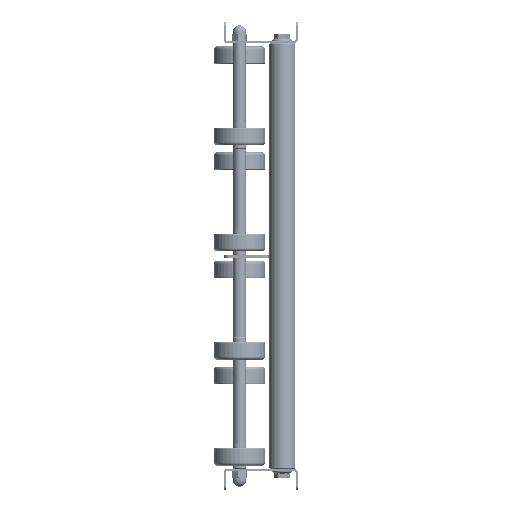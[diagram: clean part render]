
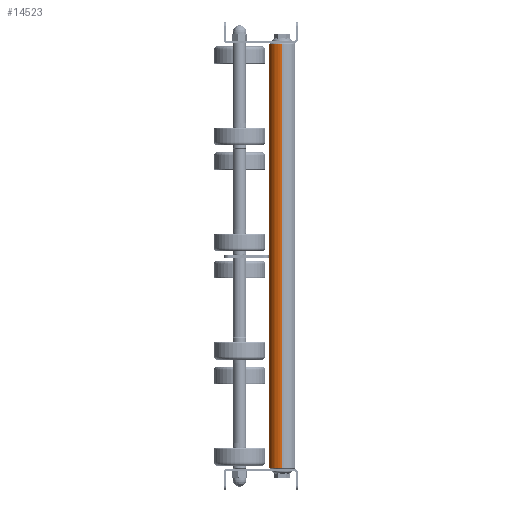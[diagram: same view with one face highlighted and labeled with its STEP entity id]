
A CAD part, left-side view. The second image highlights one B-rep face of the part: STEP entity #14523.
In plain terms, the highlighted cylindrical face has radius 12.5 mm (diameter 25 mm), a partial arc.
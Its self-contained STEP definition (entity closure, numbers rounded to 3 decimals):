
#665 = EDGE_CURVE ( 'NONE', #10496, #28546, #11477, .T. ) ;
#2212 = CARTESIAN_POINT ( 'NONE',  ( 1., 0., 0. ) ) ;
#2681 = FACE_OUTER_BOUND ( 'NONE', #6253, .T. ) ;
#3610 = EDGE_CURVE ( 'NONE', #25756, #28546, #27875, .T. ) ;
#4102 = AXIS2_PLACEMENT_3D ( 'NONE', #2212, #26577, #5137 ) ;
#4104 = CARTESIAN_POINT ( 'NONE',  ( 400., 0., 12.5 ) ) ;
#5137 = DIRECTION ( 'NONE',  ( 0., 0., -1. ) ) ;
#5367 = DIRECTION ( 'NONE',  ( -1., 0., 0. ) ) ;
#5853 = AXIS2_PLACEMENT_3D ( 'NONE', #19131, #11687, #12142 ) ;
#6253 = EDGE_LOOP ( 'NONE', ( #10888, #20777, #24203, #18800 ) ) ;
#7671 = LINE ( 'NONE', #28813, #10097 ) ;
#10097 = VECTOR ( 'NONE', #24446, 1000. ) ;
#10496 = VERTEX_POINT ( 'NONE', #29021 ) ;
#10888 = ORIENTED_EDGE ( 'NONE', *, *, #15310, .T. ) ;
#11127 = EDGE_CURVE ( 'NONE', #19676, #10496, #7671, .T. ) ;
#11477 = CIRCLE ( 'NONE', #4102, 12.5 ) ;
#11687 = DIRECTION ( 'NONE',  ( -1., 0., 0. ) ) ;
#12142 = DIRECTION ( 'NONE',  ( 0., 0., 1. ) ) ;
#12339 = DIRECTION ( 'NONE',  ( 0., 0., -1. ) ) ;
#13559 = DIRECTION ( 'NONE',  ( -1., 0., 0. ) ) ;
#14016 = CARTESIAN_POINT ( 'NONE',  ( 399., 0., 12.5 ) ) ;
#14523 = ADVANCED_FACE ( 'NONE', ( #2681 ), #16653, .T. ) ;
#15310 = EDGE_CURVE ( 'NONE', #25756, #19676, #23239, .T. ) ;
#16296 = AXIS2_PLACEMENT_3D ( 'NONE', #26347, #5367, #12339 ) ;
#16653 = CYLINDRICAL_SURFACE ( 'NONE', #5853, 12.5 ) ;
#16996 = CARTESIAN_POINT ( 'NONE',  ( 1., 0., 12.5 ) ) ;
#18800 = ORIENTED_EDGE ( 'NONE', *, *, #3610, .F. ) ;
#19131 = CARTESIAN_POINT ( 'NONE',  ( 400., 0., 0. ) ) ;
#19676 = VERTEX_POINT ( 'NONE', #27620 ) ;
#19871 = VECTOR ( 'NONE', #13559, 1000. ) ;
#20777 = ORIENTED_EDGE ( 'NONE', *, *, #11127, .T. ) ;
#23239 = CIRCLE ( 'NONE', #16296, 12.5 ) ;
#24203 = ORIENTED_EDGE ( 'NONE', *, *, #665, .T. ) ;
#24446 = DIRECTION ( 'NONE',  ( -1., 0., 0. ) ) ;
#25756 = VERTEX_POINT ( 'NONE', #14016 ) ;
#26347 = CARTESIAN_POINT ( 'NONE',  ( 399., 0., 0. ) ) ;
#26577 = DIRECTION ( 'NONE',  ( 1., 0., 0. ) ) ;
#27620 = CARTESIAN_POINT ( 'NONE',  ( 399., 0., -12.5 ) ) ;
#27875 = LINE ( 'NONE', #4104, #19871 ) ;
#28546 = VERTEX_POINT ( 'NONE', #16996 ) ;
#28813 = CARTESIAN_POINT ( 'NONE',  ( 400., 0., -12.5 ) ) ;
#29021 = CARTESIAN_POINT ( 'NONE',  ( 1., 0., -12.5 ) ) ;
